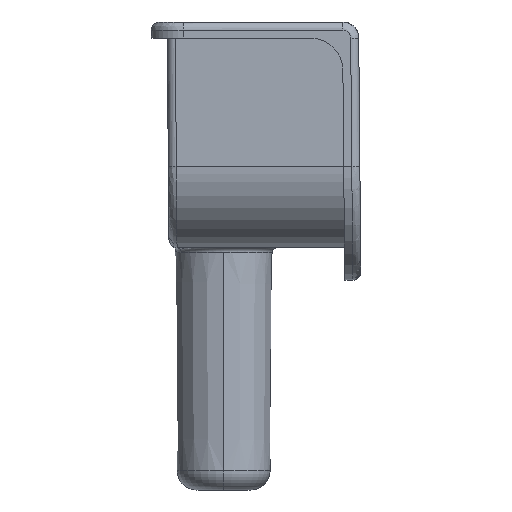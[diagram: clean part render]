
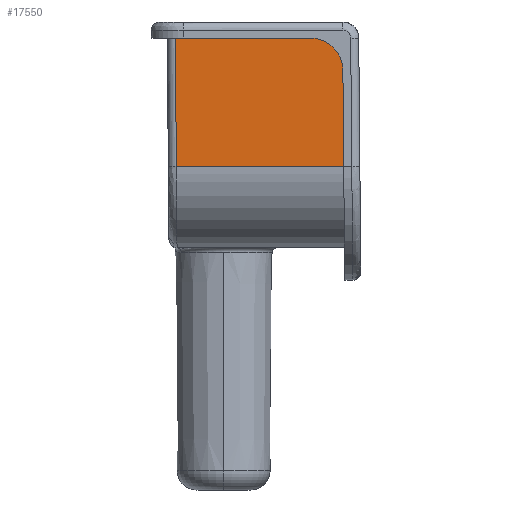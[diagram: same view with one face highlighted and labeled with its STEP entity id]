
A CAD part, left-side view. The second image highlights one B-rep face of the part: STEP entity #17550.
In plain terms, the highlighted planar face has unit normal (-1, 0, -0.009).
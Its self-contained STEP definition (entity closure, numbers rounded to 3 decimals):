
#8630=CARTESIAN_POINT('',(-75.,0.,-1.));
#8640=DIRECTION('',(0.,-1.,0.));
#8650=VECTOR('',#8640,1.);
#8660=LINE('',#8630,#8650);
#8670=CARTESIAN_POINT('',(-75.,11.5,-1.));
#8680=VERTEX_POINT('',#8670);
#8690=CARTESIAN_POINT('',(-75.,3.114,-1.));
#8700=VERTEX_POINT('',#8690);
#8710=EDGE_CURVE('',#8680,#8700,#8660,.T.);
#11300=CARTESIAN_POINT('',(-74.931,1.062,
-8.945));
#11310=VERTEX_POINT('',#11300);
#11340=CARTESIAN_POINT('',(-75.009,1.14,0.));
#11350=DIRECTION('',(-0.009,0.009,
1.));
#11360=VECTOR('',#11350,1.);
#11370=LINE('',#11340,#11360);
#11380=CARTESIAN_POINT('',(-74.983,1.114,
-2.983));
#11390=VERTEX_POINT('',#11380);
#11400=EDGE_CURVE('',#11310,#11390,#11370,.T.);
#17250=CARTESIAN_POINT('',(-75.,0.,-1.));
#17260=DIRECTION('',(1.,0.,0.009));
#17270=DIRECTION('',(0.,-1.,0.));
#17280=AXIS2_PLACEMENT_3D('',#17250,#17260,#17270);
#17290=PLANE('',#17280);
#17300=ORIENTED_EDGE('',*,*,#8710,.F.);
#17310=CARTESIAN_POINT('',(-74.983,3.114,-3.));
#17320=DIRECTION('',(1.,0.,0.009));
#17330=DIRECTION('',(0.009,0.,-1.));
#17340=AXIS2_PLACEMENT_3D('',#17310,#17320,#17330);
#17350=ELLIPSE('',#17340,2.,2.);
#17360=EDGE_CURVE('',#8700,#11390,#17350,.T.);
#17370=ORIENTED_EDGE('',*,*,#17360,.F.);
#17380=ORIENTED_EDGE('',*,*,#11400,.T.);
#17390=CARTESIAN_POINT('',(-74.931,6.443,
-8.945));
#17400=DIRECTION('',(0.,1.,0.));
#17410=VECTOR('',#17400,1.);
#17420=LINE('',#17390,#17410);
#17430=CARTESIAN_POINT('',(-74.931,11.431,
-8.945));
#17440=VERTEX_POINT('',#17430);
#17450=EDGE_CURVE('',#11310,#17440,#17420,.T.);
#17460=ORIENTED_EDGE('',*,*,#17450,.F.);
#17470=CARTESIAN_POINT('',(-74.931,11.431,
-8.945));
#17480=DIRECTION('',(0.009,-0.009,
-1.));
#17490=VECTOR('',#17480,1.);
#17500=LINE('',#17470,#17490);
#17510=EDGE_CURVE('',#8680,#17440,#17500,.T.);
#17520=ORIENTED_EDGE('',*,*,#17510,.T.);
#17530=EDGE_LOOP('',(#17520,#17460,#17380,#17370,#17300));
#17540=FACE_OUTER_BOUND('',#17530,.T.);
#17550=ADVANCED_FACE('',(#17540),#17290,.F.);
